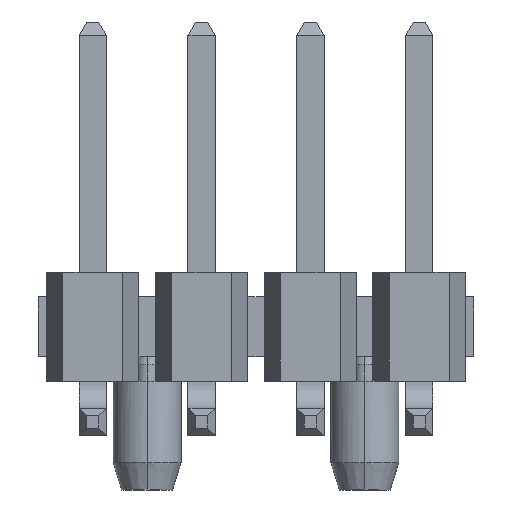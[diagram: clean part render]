
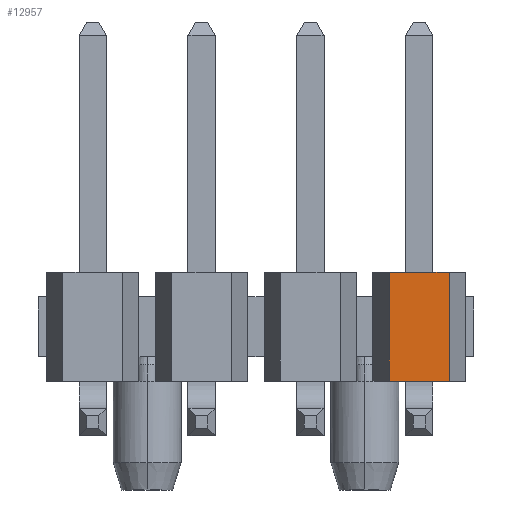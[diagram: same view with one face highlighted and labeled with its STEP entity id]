
A CAD part, front view. The second image highlights one B-rep face of the part: STEP entity #12957.
In plain terms, the highlighted planar face has unit normal (0, -1, 0).
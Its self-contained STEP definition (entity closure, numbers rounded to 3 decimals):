
#4535 = PLANE('',#4536);
#4536 = AXIS2_PLACEMENT_3D('',#4537,#4538,#4539);
#4537 = CARTESIAN_POINT('',(-0.191,2.54,1.27));
#4538 = DIRECTION('',(0.,0.,-1.));
#4539 = DIRECTION('',(0.,1.,0.));
#8380 = PLANE('',#8381);
#8381 = AXIS2_PLACEMENT_3D('',#8382,#8383,#8384);
#8382 = CARTESIAN_POINT('',(3.112,-2.54,3.81));
#8383 = DIRECTION('',(-0.919,-0.394,
    0.));
#8384 = DIRECTION('',(0.394,-0.919,0.
    ));
#8408 = PLANE('',#8409);
#8409 = AXIS2_PLACEMENT_3D('',#8410,#8411,#8412);
#8410 = CARTESIAN_POINT('',(-0.191,2.54,3.81));
#8411 = DIRECTION('',(0.,0.,-1.));
#8412 = DIRECTION('',(0.,1.,0.));
#9380 = VERTEX_POINT('',#9381);
#9381 = CARTESIAN_POINT('',(4.509,-2.54,1.27));
#9395 = PLANE('',#9396);
#9396 = AXIS2_PLACEMENT_3D('',#9397,#9398,#9399);
#9397 = CARTESIAN_POINT('',(4.509,-2.54,3.81));
#9398 = DIRECTION('',(-0.919,0.394,
    0.));
#9399 = DIRECTION('',(-0.394,-0.919,
    0.));
#9407 = EDGE_CURVE('',#9408,#9380,#9410,.T.);
#9408 = VERTEX_POINT('',#9409);
#9409 = CARTESIAN_POINT('',(3.112,-2.54,1.27));
#9410 = SURFACE_CURVE('',#9411,(#9415,#9422),.PCURVE_S1.);
#9411 = LINE('',#9412,#9413);
#9412 = CARTESIAN_POINT('',(3.112,-2.54,1.27));
#9413 = VECTOR('',#9414,1.);
#9414 = DIRECTION('',(1.,0.,0.));
#9415 = PCURVE('',#4535,#9416);
#9416 = DEFINITIONAL_REPRESENTATION('',(#9417),#9421);
#9417 = LINE('',#9418,#9419);
#9418 = CARTESIAN_POINT('',(-5.08,3.302));
#9419 = VECTOR('',#9420,1.);
#9420 = DIRECTION('',(0.,1.));
#9421 = ( GEOMETRIC_REPRESENTATION_CONTEXT(2) 
PARAMETRIC_REPRESENTATION_CONTEXT() REPRESENTATION_CONTEXT('2D SPACE',''
  ) );
#9422 = PCURVE('',#9423,#9428);
#9423 = PLANE('',#9424);
#9424 = AXIS2_PLACEMENT_3D('',#9425,#9426,#9427);
#9425 = CARTESIAN_POINT('',(3.112,-2.54,3.81));
#9426 = DIRECTION('',(0.,1.,0.));
#9427 = DIRECTION('',(-1.,0.,0.));
#9428 = DEFINITIONAL_REPRESENTATION('',(#9429),#9433);
#9429 = LINE('',#9430,#9431);
#9430 = CARTESIAN_POINT('',(0.,-2.54));
#9431 = VECTOR('',#9432,1.);
#9432 = DIRECTION('',(-1.,0.));
#9433 = ( GEOMETRIC_REPRESENTATION_CONTEXT(2) 
PARAMETRIC_REPRESENTATION_CONTEXT() REPRESENTATION_CONTEXT('2D SPACE',''
  ) );
#12580 = VERTEX_POINT('',#12581);
#12581 = CARTESIAN_POINT('',(4.509,-2.54,3.81));
#12602 = EDGE_CURVE('',#12603,#12580,#12605,.T.);
#12603 = VERTEX_POINT('',#12604);
#12604 = CARTESIAN_POINT('',(3.112,-2.54,3.81));
#12605 = SURFACE_CURVE('',#12606,(#12610,#12617),.PCURVE_S1.);
#12606 = LINE('',#12607,#12608);
#12607 = CARTESIAN_POINT('',(3.112,-2.54,3.81));
#12608 = VECTOR('',#12609,1.);
#12609 = DIRECTION('',(1.,0.,0.));
#12610 = PCURVE('',#8408,#12611);
#12611 = DEFINITIONAL_REPRESENTATION('',(#12612),#12616);
#12612 = LINE('',#12613,#12614);
#12613 = CARTESIAN_POINT('',(-5.08,3.302));
#12614 = VECTOR('',#12615,1.);
#12615 = DIRECTION('',(0.,1.));
#12616 = ( GEOMETRIC_REPRESENTATION_CONTEXT(2) 
PARAMETRIC_REPRESENTATION_CONTEXT() REPRESENTATION_CONTEXT('2D SPACE',''
  ) );
#12617 = PCURVE('',#9423,#12618);
#12618 = DEFINITIONAL_REPRESENTATION('',(#12619),#12623);
#12619 = LINE('',#12620,#12621);
#12620 = CARTESIAN_POINT('',(0.,0.));
#12621 = VECTOR('',#12622,1.);
#12622 = DIRECTION('',(-1.,0.));
#12623 = ( GEOMETRIC_REPRESENTATION_CONTEXT(2) 
PARAMETRIC_REPRESENTATION_CONTEXT() REPRESENTATION_CONTEXT('2D SPACE',''
  ) );
#12652 = EDGE_CURVE('',#12603,#9408,#12653,.T.);
#12653 = SURFACE_CURVE('',#12654,(#12658,#12665),.PCURVE_S1.);
#12654 = LINE('',#12655,#12656);
#12655 = CARTESIAN_POINT('',(3.112,-2.54,3.81));
#12656 = VECTOR('',#12657,1.);
#12657 = DIRECTION('',(0.,0.,-1.));
#12658 = PCURVE('',#8380,#12659);
#12659 = DEFINITIONAL_REPRESENTATION('',(#12660),#12664);
#12660 = LINE('',#12661,#12662);
#12661 = CARTESIAN_POINT('',(0.,0.));
#12662 = VECTOR('',#12663,1.);
#12663 = DIRECTION('',(0.,-1.));
#12664 = ( GEOMETRIC_REPRESENTATION_CONTEXT(2) 
PARAMETRIC_REPRESENTATION_CONTEXT() REPRESENTATION_CONTEXT('2D SPACE',''
  ) );
#12665 = PCURVE('',#9423,#12666);
#12666 = DEFINITIONAL_REPRESENTATION('',(#12667),#12671);
#12667 = LINE('',#12668,#12669);
#12668 = CARTESIAN_POINT('',(0.,0.));
#12669 = VECTOR('',#12670,1.);
#12670 = DIRECTION('',(0.,-1.));
#12671 = ( GEOMETRIC_REPRESENTATION_CONTEXT(2) 
PARAMETRIC_REPRESENTATION_CONTEXT() REPRESENTATION_CONTEXT('2D SPACE',''
  ) );
#12957 = ADVANCED_FACE('',(#12958),#9423,.F.);
#12958 = FACE_BOUND('',#12959,.T.);
#12959 = EDGE_LOOP('',(#12960,#12961,#12982,#12983));
#12960 = ORIENTED_EDGE('',*,*,#9407,.T.);
#12961 = ORIENTED_EDGE('',*,*,#12962,.F.);
#12962 = EDGE_CURVE('',#12580,#9380,#12963,.T.);
#12963 = SURFACE_CURVE('',#12964,(#12968,#12975),.PCURVE_S1.);
#12964 = LINE('',#12965,#12966);
#12965 = CARTESIAN_POINT('',(4.509,-2.54,3.81));
#12966 = VECTOR('',#12967,1.);
#12967 = DIRECTION('',(0.,0.,-1.));
#12968 = PCURVE('',#9423,#12969);
#12969 = DEFINITIONAL_REPRESENTATION('',(#12970),#12974);
#12970 = LINE('',#12971,#12972);
#12971 = CARTESIAN_POINT('',(-1.397,0.));
#12972 = VECTOR('',#12973,1.);
#12973 = DIRECTION('',(0.,-1.));
#12974 = ( GEOMETRIC_REPRESENTATION_CONTEXT(2) 
PARAMETRIC_REPRESENTATION_CONTEXT() REPRESENTATION_CONTEXT('2D SPACE',''
  ) );
#12975 = PCURVE('',#9395,#12976);
#12976 = DEFINITIONAL_REPRESENTATION('',(#12977),#12981);
#12977 = LINE('',#12978,#12979);
#12978 = CARTESIAN_POINT('',(0.,0.));
#12979 = VECTOR('',#12980,1.);
#12980 = DIRECTION('',(0.,-1.));
#12981 = ( GEOMETRIC_REPRESENTATION_CONTEXT(2) 
PARAMETRIC_REPRESENTATION_CONTEXT() REPRESENTATION_CONTEXT('2D SPACE',''
  ) );
#12982 = ORIENTED_EDGE('',*,*,#12602,.F.);
#12983 = ORIENTED_EDGE('',*,*,#12652,.T.);
